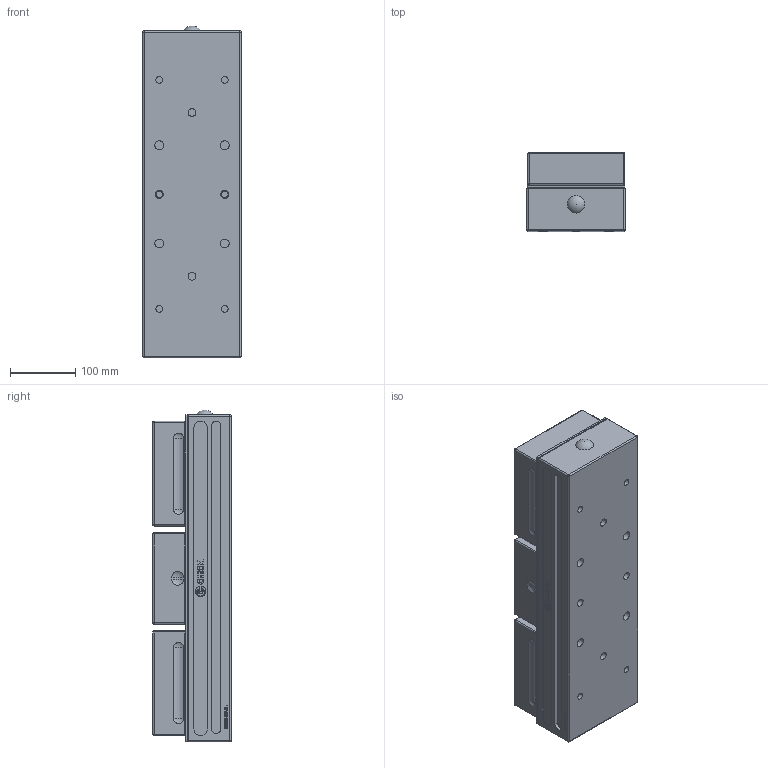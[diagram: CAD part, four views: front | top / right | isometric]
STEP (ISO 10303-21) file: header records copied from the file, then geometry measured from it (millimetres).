
FILE_DESCRIPTION((''),'2;1');
FILE_NAME('5QL1550-AL.stp','2014-05-01T16:06:09',('Dayne Stauffer'),(''),'Autodesk Inventor 2013','Autodesk Inventor 2013','');
FILE_SCHEMA(('AUTOMOTIVE_DESIGN { 1 0 10303 214 1 1 1 1 }'));
Length unit declared in the file: millimetre
Products named in the file (6): 5QL1550-AL; 5BAS1550-AL; 5CP1550-ST; 5DS1550-15-50; 5FJ1550-15-50; 5MJ1550-15-50
Assembly tree (6 placements, depth 3):
  5QL1550-AL
    5BAS1550-AL
    5CP1550-ST
    5DS1550-15-50
      5FJ1550-15-50
      5MJ1550-15-50  x2
Bounding box: 149.96 x 120 x 507.12 mm (x, y, z)
Volume: 7425129.5 mm3; surface area: 723450.7 mm2
Topology: 5 solids, 7 shells, 1938 faces, 5124 edges, 3359 vertices
Faces by surface type: plane 1486, bspline 201, cylinder 186, sphere 45, torus 16, cone 4
Full cylindrical faces by diameter (mm): 4.134 x2, 8.5 x2, 8.55 x2, 8.65 x2, 10.325 x6, 10.5 x2, 11 x6, 12.03 x4, 13.5 x4, 17 x4, 18 x4, 18.15 x6, 18.608 x6, 19.4 x6, 20 x12, 25.34 x6, 25.97 x6
Entity records: 48955 total; most frequent: CARTESIAN_POINT 11274, ORIENTED_EDGE 7810, DIRECTION 6608, EDGE_CURVE 3905, VECTOR 3132, LINE 3132, VERTEX_POINT 2639, EDGE_LOOP 1858
